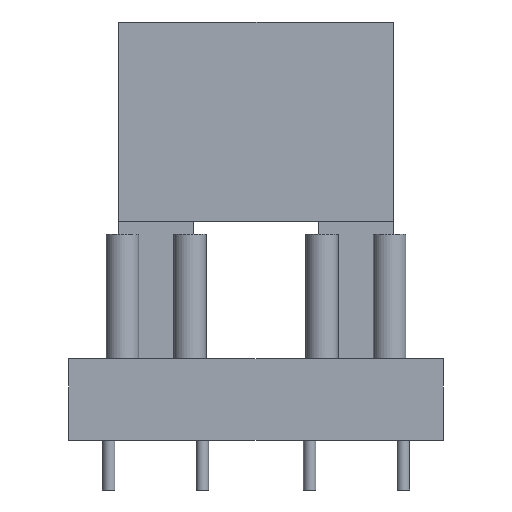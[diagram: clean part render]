
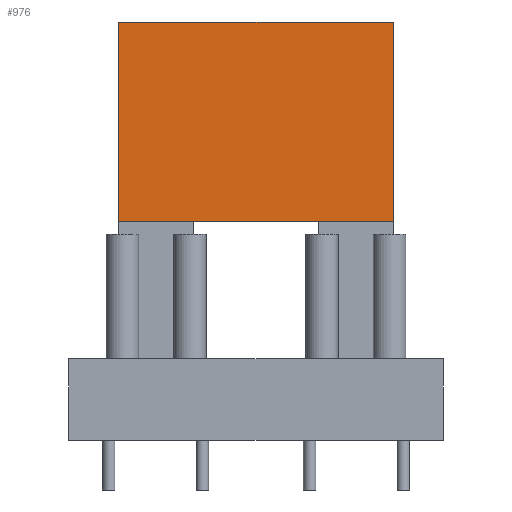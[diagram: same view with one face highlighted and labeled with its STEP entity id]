
A CAD part, front view. The second image highlights one B-rep face of the part: STEP entity #976.
In plain terms, the highlighted planar face has unit normal (0, -1, 0).
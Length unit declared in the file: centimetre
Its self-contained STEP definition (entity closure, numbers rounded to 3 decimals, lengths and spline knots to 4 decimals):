
#92=FACE_OUTER_BOUND($,#160,.T.);
#160=EDGE_LOOP($,(#814,#815,#816,#817));
#250=LINE($,#1571,#362);
#256=LINE($,#1584,#368);
#259=LINE($,#1588,#371);
#260=LINE($,#1590,#372);
#362=VECTOR($,#1295,0.8);
#368=VECTOR($,#1303,0.8);
#371=VECTOR($,#1308,1.1);
#372=VECTOR($,#1311,1.1);
#462=VERTEX_POINT($,#1569);
#463=VERTEX_POINT($,#1570);
#468=VERTEX_POINT($,#1581);
#469=VERTEX_POINT($,#1583);
#578=EDGE_CURVE($,#462,#463,#250,.F.);
#584=EDGE_CURVE($,#468,#469,#256,.F.);
#587=EDGE_CURVE($,#469,#462,#259,.F.);
#588=EDGE_CURVE($,#468,#463,#260,.T.);
#814=ORIENTED_EDGE($,*,*,#588,.T.);
#815=ORIENTED_EDGE($,*,*,#578,.F.);
#816=ORIENTED_EDGE($,*,*,#587,.F.);
#817=ORIENTED_EDGE($,*,*,#584,.F.);
#912=PLANE($,#1077);
#976=ADVANCED_FACE($,(#92),#912,.F.);
#1077=AXIS2_PLACEMENT_3D($,#1592,#1313,#1314);
#1295=DIRECTION($,(0.,0.,1.));
#1303=DIRECTION($,(0.,0.,-1.));
#1308=DIRECTION($,(-1.,0.,0.));
#1311=DIRECTION($,(1.,0.,0.));
#1313=DIRECTION('center_axis',(0.,1.,0.));
#1314=DIRECTION('ref_axis',(0.,0.,1.));
#1569=CARTESIAN_POINT('',(0.55,-0.05,1.675));
#1570=CARTESIAN_POINT('',(0.55,-0.05,0.875));
#1571=CARTESIAN_POINT($,(0.55,-0.05,1.125));
#1581=CARTESIAN_POINT('',(-0.55,-0.05,0.875));
#1583=CARTESIAN_POINT('',(-0.55,-0.05,1.675));
#1584=CARTESIAN_POINT($,(-0.55,-0.05,1.125));
#1588=CARTESIAN_POINT($,(0.,-0.05,1.675));
#1590=CARTESIAN_POINT($,(0.,-0.05,0.875));
#1592=CARTESIAN_POINT('Origin',(0.,-0.05,1.125));
